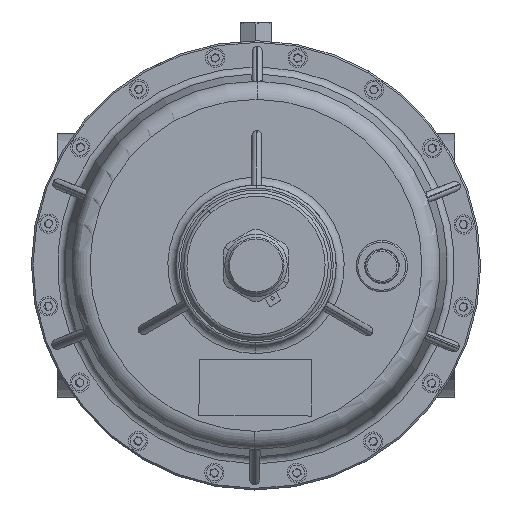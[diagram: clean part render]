
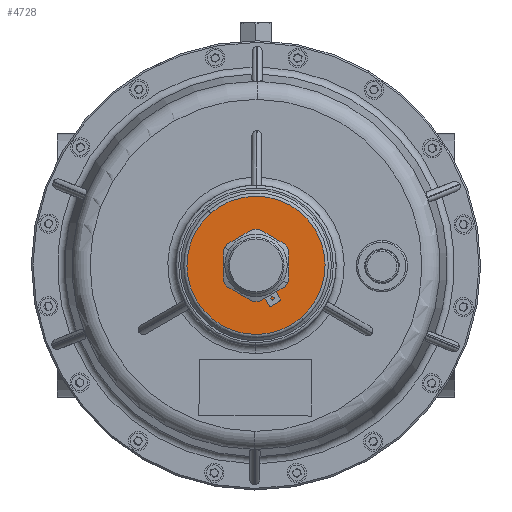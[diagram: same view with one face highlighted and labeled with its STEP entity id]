
A CAD part, front view. The second image highlights one B-rep face of the part: STEP entity #4728.
In plain terms, the highlighted planar face has unit normal (0, -1, 0).
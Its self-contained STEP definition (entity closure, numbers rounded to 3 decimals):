
#205 = CARTESIAN_POINT ( 'NONE',  ( -710.38, -570.586, -509.477 ) ) ;
#1122 = CIRCLE ( 'NONE', #82295, 16.5 ) ;
#4728 = ADVANCED_FACE ( 'NONE', ( #6701, #34941 ), #85750, .T. ) ;
#4755 = DIRECTION ( 'NONE',  ( -0.656, 0., 0.755 ) ) ;
#6701 = FACE_OUTER_BOUND ( 'NONE', #84132, .T. ) ;
#9153 = CARTESIAN_POINT ( 'NONE',  ( -738.659, -570.586, -476.951 ) ) ;
#9831 = EDGE_CURVE ( 'NONE', #88409, #40140, #1122, .T. ) ;
#14249 = CIRCLE ( 'NONE', #75847, 43.1 ) ;
#17753 = CARTESIAN_POINT ( 'NONE',  ( -682.101, -570.586, -542.002 ) ) ;
#18595 = CIRCLE ( 'NONE', #60664, 16.5 ) ;
#21299 = DIRECTION ( 'NONE',  ( -0.656, 0., 0.755 ) ) ;
#21359 = AXIS2_PLACEMENT_3D ( 'NONE', #81729, #44615, #75139 ) ;
#22282 = EDGE_CURVE ( 'NONE', #22994, #35552, #58862, .T. ) ;
#22994 = VERTEX_POINT ( 'NONE', #17753 ) ;
#27849 = ORIENTED_EDGE ( 'NONE', *, *, #22282, .T. ) ;
#28361 = CARTESIAN_POINT ( 'NONE',  ( -710.38, -570.586, -509.477 ) ) ;
#30811 = DIRECTION ( 'NONE',  ( -0.656, 0., 0.755 ) ) ;
#34941 = FACE_BOUND ( 'NONE', #50503, .T. ) ;
#35424 = DIRECTION ( 'NONE',  ( 0., -1., 0. ) ) ;
#35552 = VERTEX_POINT ( 'NONE', #9153 ) ;
#36080 = ORIENTED_EDGE ( 'NONE', *, *, #38438, .F. ) ;
#38438 = EDGE_CURVE ( 'NONE', #40140, #88409, #18595, .T. ) ;
#40140 = VERTEX_POINT ( 'NONE', #62794 ) ;
#40558 = CARTESIAN_POINT ( 'NONE',  ( -710.38, -570.586, -509.477 ) ) ;
#44615 = DIRECTION ( 'NONE',  ( 0., -1., 0. ) ) ;
#47077 = CARTESIAN_POINT ( 'NONE',  ( -721.206, -570.586, -497.025 ) ) ;
#50503 = EDGE_LOOP ( 'NONE', ( #79611, #36080 ) ) ;
#58862 = CIRCLE ( 'NONE', #21359, 43.1 ) ;
#60180 = EDGE_CURVE ( 'NONE', #35552, #22994, #14249, .T. ) ;
#60664 = AXIS2_PLACEMENT_3D ( 'NONE', #92045, #85450, #65997 ) ;
#62794 = CARTESIAN_POINT ( 'NONE',  ( -699.554, -570.586, -521.929 ) ) ;
#65997 = DIRECTION ( 'NONE',  ( -0.656, 0., 0.755 ) ) ;
#72239 = DIRECTION ( 'NONE',  ( 0., -1., 0. ) ) ;
#73551 = AXIS2_PLACEMENT_3D ( 'NONE', #28361, #35424, #21299 ) ;
#75139 = DIRECTION ( 'NONE',  ( -0.656, 0., 0.755 ) ) ;
#75847 = AXIS2_PLACEMENT_3D ( 'NONE', #205, #72239, #30811 ) ;
#76307 = DIRECTION ( 'NONE',  ( 0., -1., 0. ) ) ;
#79611 = ORIENTED_EDGE ( 'NONE', *, *, #9831, .F. ) ;
#81729 = CARTESIAN_POINT ( 'NONE',  ( -710.38, -570.586, -509.477 ) ) ;
#82295 = AXIS2_PLACEMENT_3D ( 'NONE', #40558, #76307, #4755 ) ;
#84132 = EDGE_LOOP ( 'NONE', ( #85980, #27849 ) ) ;
#85450 = DIRECTION ( 'NONE',  ( 0., -1., 0. ) ) ;
#85750 = PLANE ( 'NONE',  #73551 ) ;
#85980 = ORIENTED_EDGE ( 'NONE', *, *, #60180, .T. ) ;
#88409 = VERTEX_POINT ( 'NONE', #47077 ) ;
#92045 = CARTESIAN_POINT ( 'NONE',  ( -710.38, -570.586, -509.477 ) ) ;
